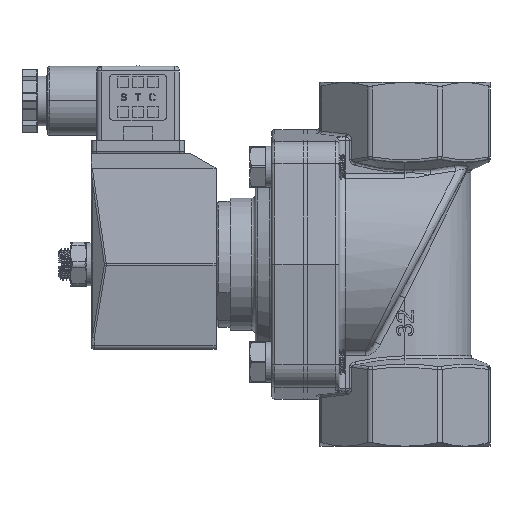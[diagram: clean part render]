
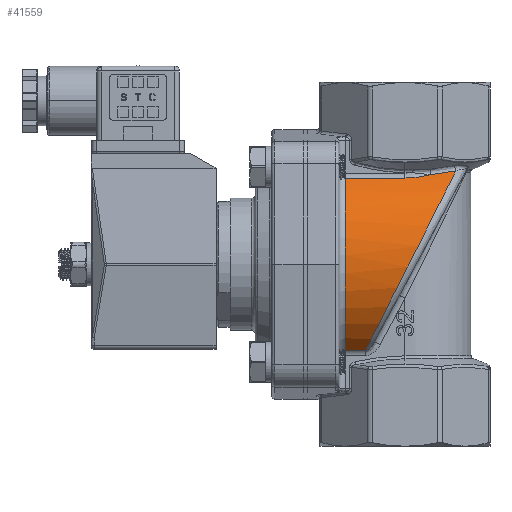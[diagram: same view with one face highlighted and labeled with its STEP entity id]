
A CAD part, left-side view. The second image highlights one B-rep face of the part: STEP entity #41559.
In plain terms, the highlighted cylindrical face has radius 35 mm (diameter 70 mm), a partial arc.
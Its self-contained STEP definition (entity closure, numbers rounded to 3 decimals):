
#482 = CARTESIAN_POINT ( 'NONE',  ( -19.327, 13.393, 29.194 ) ) ;
#1451 = FACE_OUTER_BOUND ( 'NONE', #96504, .T. ) ;
#5469 = CARTESIAN_POINT ( 'NONE',  ( -20.417, 19.046, 28.428 ) ) ;
#5957 = CARTESIAN_POINT ( 'NONE',  ( -21.757, 25.563, 27.416 ) ) ;
#9795 = AXIS2_PLACEMENT_3D ( 'NONE', #112354, #55998, #45209 ) ;
#10836 = ORIENTED_EDGE ( 'NONE', *, *, #76616, .T. ) ;
#11219 = CARTESIAN_POINT ( 'NONE',  ( -18.556, 10.813, 29.676 ) ) ;
#11713 = CARTESIAN_POINT ( 'NONE',  ( -20.298, 18.721, 28.513 ) ) ;
#13935 = CARTESIAN_POINT ( 'NONE',  ( -20.298, 18.721, 28.513 ) ) ;
#16773 = VERTEX_POINT ( 'NONE', #39981 ) ;
#17100 = CYLINDRICAL_SURFACE ( 'NONE', #9795, 35. ) ;
#22490 = B_SPLINE_CURVE_WITH_KNOTS ( 'NONE', 3,
 ( #106419, #5469, #117739, #50600, #129033, #61838, #140280, #73113, #5957, #84363 ),
 .UNSPECIFIED., .F., .F.,
 ( 4, 2, 2, 2, 4 ),
 ( 0.006, 0.007, 0.009, 0.011, 0.015 ),
 .UNSPECIFIED. ) ;
#23904 = ORIENTED_EDGE ( 'NONE', *, *, #113666, .T. ) ;
#25040 = CARTESIAN_POINT ( 'NONE',  ( -21.757, 27., 27.416 ) ) ;
#27136 =( BOUNDED_CURVE ( )  B_SPLINE_CURVE ( 3, ( #89232, #133402, #33335, #111828 ),
 .UNSPECIFIED., .F., .T. ) 
 B_SPLINE_CURVE_WITH_KNOTS ( ( 4, 4 ),
 ( 3.812, 5.724 ),
 .UNSPECIFIED. ) 
 CURVE ( )  GEOMETRIC_REPRESENTATION_ITEM ( )  RATIONAL_B_SPLINE_CURVE ( ( 1., 0.718, 0.718, 1. ) ) 
 REPRESENTATION_ITEM ( '' )  );
#33335 = CARTESIAN_POINT ( 'NONE',  ( -41.069, 17.907, 15.599 ) ) ;
#39981 = CARTESIAN_POINT ( 'NONE',  ( -21.757, 46., 27.416 ) ) ;
#41559 = ADVANCED_FACE ( 'NONE', ( #1451 ), #17100, .T. ) ;
#44191 = ORIENTED_EDGE ( 'NONE', *, *, #119910, .T. ) ;
#44282 = ORIENTED_EDGE ( 'NONE', *, *, #70378, .T. ) ;
#45209 = DIRECTION ( 'NONE',  ( 0., 0., -1. ) ) ;
#45848 = CARTESIAN_POINT ( 'NONE',  ( 0., 46., 0. ) ) ;
#50600 = CARTESIAN_POINT ( 'NONE',  ( -20.739, 20.041, 28.194 ) ) ;
#53342 = LINE ( 'NONE', #98777, #139288 ) ;
#54732 = VERTEX_POINT ( 'NONE', #135177 ) ;
#55998 = DIRECTION ( 'NONE',  ( 0., -1., 0. ) ) ;
#56354 = CARTESIAN_POINT ( 'NONE',  ( -21.757, 48., -27.416 ) ) ;
#57108 = DIRECTION ( 'NONE',  ( 0., 0., 1. ) ) ;
#60522 = ORIENTED_EDGE ( 'NONE', *, *, #71664, .T. ) ;
#61838 = CARTESIAN_POINT ( 'NONE',  ( -21.112, 21.396, 27.917 ) ) ;
#67602 = CARTESIAN_POINT ( 'NONE',  ( -19.905, 16.028, 28.792 ) ) ;
#70378 = EDGE_CURVE ( 'NONE', #121298, #131695, #127605, .T. ) ;
#71664 = EDGE_CURVE ( 'NONE', #131695, #135695, #22490, .T. ) ;
#73113 = CARTESIAN_POINT ( 'NONE',  ( -21.63, 24.154, 27.518 ) ) ;
#73951 = AXIS2_PLACEMENT_3D ( 'NONE', #45848, #124288, #57108 ) ;
#75484 = VECTOR ( 'NONE', #125503, 1000. ) ;
#76047 = VERTEX_POINT ( 'NONE', #98717 ) ;
#76616 = EDGE_CURVE ( 'NONE', #76047, #121298, #27136, .T. ) ;
#79038 = LINE ( 'NONE', #56354, #75484 ) ;
#84363 = CARTESIAN_POINT ( 'NONE',  ( -21.757, 27., 27.416 ) ) ;
#89232 = CARTESIAN_POINT ( 'NONE',  ( -21.757, 39.584, -27.416 ) ) ;
#96504 = EDGE_LOOP ( 'NONE', ( #10836, #44282, #60522, #106538, #44191, #23904 ) ) ;
#98717 = CARTESIAN_POINT ( 'NONE',  ( -21.757, 39.584, -27.416 ) ) ;
#98777 = CARTESIAN_POINT ( 'NONE',  ( -21.757, 48., 27.416 ) ) ;
#104901 = EDGE_CURVE ( 'NONE', #135695, #16773, #53342, .T. ) ;
#106419 = CARTESIAN_POINT ( 'NONE',  ( -20.298, 18.721, 28.513 ) ) ;
#106538 = ORIENTED_EDGE ( 'NONE', *, *, #104901, .T. ) ;
#108233 = CIRCLE ( 'NONE', #73951, 35. ) ;
#108524 = CARTESIAN_POINT ( 'NONE',  ( -18.556, 10.813, 29.676 ) ) ;
#110097 = DIRECTION ( 'NONE',  ( 0., 1., 0. ) ) ;
#111828 = CARTESIAN_POINT ( 'NONE',  ( -18.556, 10.813, 29.676 ) ) ;
#112354 = CARTESIAN_POINT ( 'NONE',  ( 0., 48., 0. ) ) ;
#113666 = EDGE_CURVE ( 'NONE', #54732, #76047, #79038, .T. ) ;
#117739 = CARTESIAN_POINT ( 'NONE',  ( -20.529, 19.375, 28.348 ) ) ;
#119910 = EDGE_CURVE ( 'NONE', #16773, #54732, #108233, .T. ) ;
#121298 = VERTEX_POINT ( 'NONE', #108524 ) ;
#124288 = DIRECTION ( 'NONE',  ( 0., -1., 0. ) ) ;
#125503 = DIRECTION ( 'NONE',  ( 0., -1., 0. ) ) ;
#127605 = B_SPLINE_CURVE_WITH_KNOTS ( 'NONE', 3,
 ( #11219, #482, #67602, #11713 ),
 .UNSPECIFIED., .F., .F.,
 ( 4, 4 ),
 ( 0., 0.008 ),
 .UNSPECIFIED. ) ;
#129033 = CARTESIAN_POINT ( 'NONE',  ( -20.838, 20.378, 28.121 ) ) ;
#131695 = VERTEX_POINT ( 'NONE', #13935 ) ;
#133402 = CARTESIAN_POINT ( 'NONE',  ( -42.555, 31.266, -10.911 ) ) ;
#135177 = CARTESIAN_POINT ( 'NONE',  ( -21.757, 46., -27.416 ) ) ;
#135695 = VERTEX_POINT ( 'NONE', #25040 ) ;
#139288 = VECTOR ( 'NONE', #110097, 1000. ) ;
#140280 = CARTESIAN_POINT ( 'NONE',  ( -21.264, 22.08, 27.801 ) ) ;
